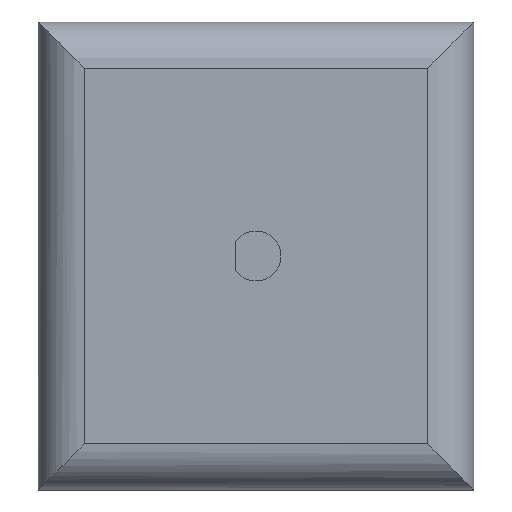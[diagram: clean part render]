
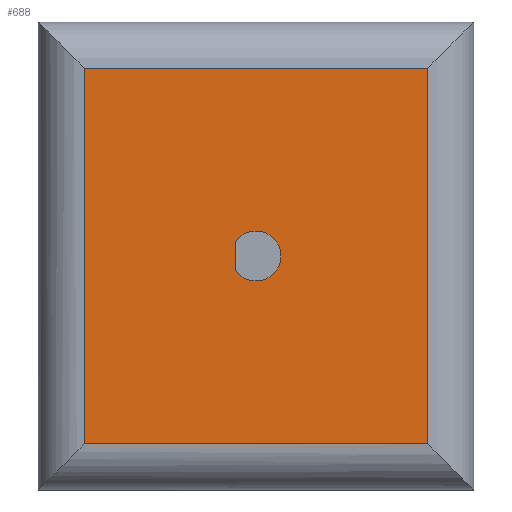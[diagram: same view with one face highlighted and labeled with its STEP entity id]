
A CAD part, front view. The second image highlights one B-rep face of the part: STEP entity #688.
In plain terms, the highlighted planar face has unit normal (0, -1, 0).
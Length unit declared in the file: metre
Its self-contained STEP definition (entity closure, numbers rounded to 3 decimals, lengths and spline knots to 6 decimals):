
#40=CIRCLE('',#750,0.0027);
#195=ORIENTED_EDGE('',*,*,#311,.T.);
#196=ORIENTED_EDGE('',*,*,#312,.T.);
#197=ORIENTED_EDGE('',*,*,#313,.T.);
#198=ORIENTED_EDGE('',*,*,#314,.T.);
#199=ORIENTED_EDGE('',*,*,#315,.F.);
#200=ORIENTED_EDGE('',*,*,#316,.F.);
#311=EDGE_CURVE('',#379,#380,#454,.T.);
#312=EDGE_CURVE('',#380,#381,#455,.F.);
#313=EDGE_CURVE('',#381,#382,#456,.F.);
#314=EDGE_CURVE('',#382,#379,#457,.T.);
#315=EDGE_CURVE('',#383,#384,#40,.T.);
#316=EDGE_CURVE('',#384,#383,#458,.T.);
#379=VERTEX_POINT('',#1114);
#380=VERTEX_POINT('',#1115);
#381=VERTEX_POINT('',#1117);
#382=VERTEX_POINT('',#1119);
#383=VERTEX_POINT('',#1122);
#384=VERTEX_POINT('',#1123);
#454=LINE('',#1113,#530);
#455=LINE('',#1116,#531);
#456=LINE('',#1118,#532);
#457=LINE('',#1120,#533);
#458=LINE('',#1124,#534);
#530=VECTOR('',#915,1.);
#531=VECTOR('',#916,1.);
#532=VECTOR('',#917,1.);
#533=VECTOR('',#918,1.);
#534=VECTOR('',#921,1.);
#578=EDGE_LOOP('',(#195,#196,#197,#198));
#579=EDGE_LOOP('',(#199,#200));
#628=FACE_BOUND('',#578,.T.);
#629=FACE_BOUND('',#579,.T.);
#659=PLANE('',#749);
#688=ADVANCED_FACE('',(#628,#629),#659,.T.);
#749=AXIS2_PLACEMENT_3D('',#1112,#913,#914);
#750=AXIS2_PLACEMENT_3D('',#1121,#919,#920);
#913=DIRECTION('',(0.,-1.,0.));
#914=DIRECTION('',(1.,0.,0.));
#915=DIRECTION('',(0.,0.,-1.));
#916=DIRECTION('',(-1.,0.,0.));
#917=DIRECTION('',(0.,0.,-1.));
#918=DIRECTION('',(-1.,0.,0.));
#919=DIRECTION('',(0.,-1.,0.));
#920=DIRECTION('',(1.,0.,0.));
#921=DIRECTION('',(0.,0.,-1.));
#1112=CARTESIAN_POINT('',(-0.01175,-0.0365,0.002));
#1113=CARTESIAN_POINT('',(-0.0185,-0.0365,0.));
#1114=CARTESIAN_POINT('',(-0.0185,-0.0365,0.0455));
#1115=CARTESIAN_POINT('',(-0.0185,-0.0365,0.005));
#1116=CARTESIAN_POINT('',(0.0235,-0.0365,0.005));
#1117=CARTESIAN_POINT('',(0.0185,-0.0365,0.005));
#1118=CARTESIAN_POINT('',(0.0185,-0.0365,0.0505));
#1119=CARTESIAN_POINT('',(0.0185,-0.0365,0.0455));
#1120=CARTESIAN_POINT('',(-0.01175,-0.0365,0.0455));
#1121=CARTESIAN_POINT('',(0.,-0.0365,0.02525));
#1122=CARTESIAN_POINT('',(-0.0022,-0.0365,0.023685));
#1123=CARTESIAN_POINT('',(-0.0022,-0.0365,0.026815));
#1124=CARTESIAN_POINT('',(-0.0022,-0.0365,0.02525));
